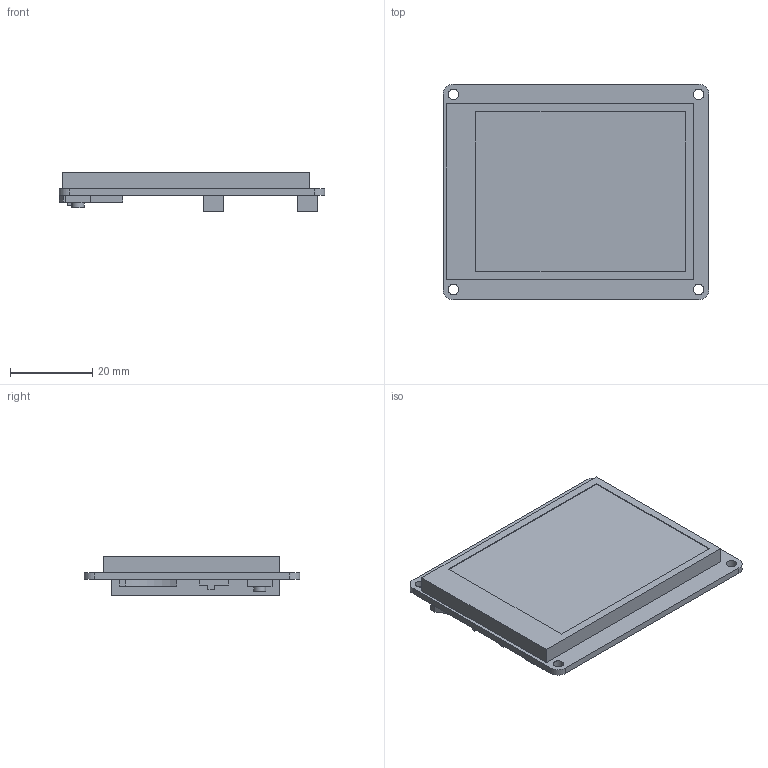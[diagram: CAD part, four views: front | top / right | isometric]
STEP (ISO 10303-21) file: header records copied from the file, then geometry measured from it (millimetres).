
FILE_DESCRIPTION(/* description */ (''),/* implementation_level */ '2;1');
FILE_NAME(/* name */ '2.4 TFT wing with holes.step',/* time_stamp */ '2018-07-07T12:32:02-04:00',/* author */ ('Adafruit'),/* organization */ (''),/* preprocessor_version */ 'ST-DEVELOPER v17',/* originating_system */ 'Autodesk Translation Framework v7.1.0.215',/* authorisation */ '');
FILE_SCHEMA (('AUTOMOTIVE_DESIGN { 1 0 10303 214 3 1 1 }'));
Length unit declared in the file: millimetre
Products named in the file (1): 2.4 TFT wing with holes
Bounding box: 64.77 x 52.58 x 9.4 mm (x, y, z)
Volume: 16815.1 mm3; surface area: 15580.6 mm2
Topology: 7 solids, 7 shells, 174 faces, 306 edges, 204 vertices
Faces by surface type: plane 108, cylinder 66
Full cylindrical faces by diameter (mm): 1 x56, 2.54 x4, 3 x1
Entity records: 4254 total; most frequent: DIRECTION 788, CARTESIAN_POINT 685, ORIENTED_EDGE 612, AXIS2_PLACEMENT_3D 307, EDGE_CURVE 306, EDGE_LOOP 240, VERTEX_POINT 204, FACE_OUTER_BOUND 174
